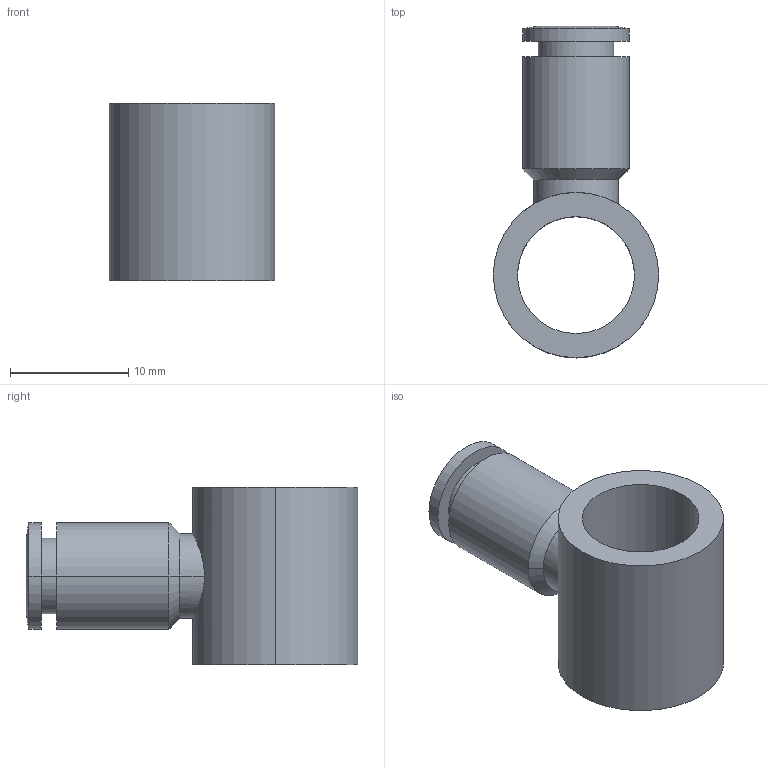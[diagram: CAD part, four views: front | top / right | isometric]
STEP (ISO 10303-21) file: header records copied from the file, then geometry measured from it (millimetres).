
FILE_DESCRIPTION((''),'2;1');
FILE_NAME('130418.stp','2003-05-26T16:53:19',('maffial1'),(''),'Autodesk Inventor (R) 6.0','Autodesk Inventor (R) 6.0','');
FILE_SCHEMA(('AUTOMOTIVE_DESIGN { 1 0 10303 214 1 1 1 1 }'));
Length unit declared in the file: millimetre
Products named in the file (1): 130418
Bounding box: 14 x 28.1 x 15 mm (x, y, z)
Volume: 1766.9 mm3; surface area: 1957.3 mm2
Topology: 1 solids, 1 shells, 26 faces, 54 edges, 34 vertices
Faces by surface type: cylinder 12, bspline 5, plane 5, cone 4
Entity records: 843 total; most frequent: CARTESIAN_POINT 254, DIRECTION 124, ORIENTED_EDGE 108, EDGE_CURVE 54, AXIS2_PLACEMENT_3D 52, VERTEX_POINT 34, EDGE_LOOP 34, CIRCLE 30
